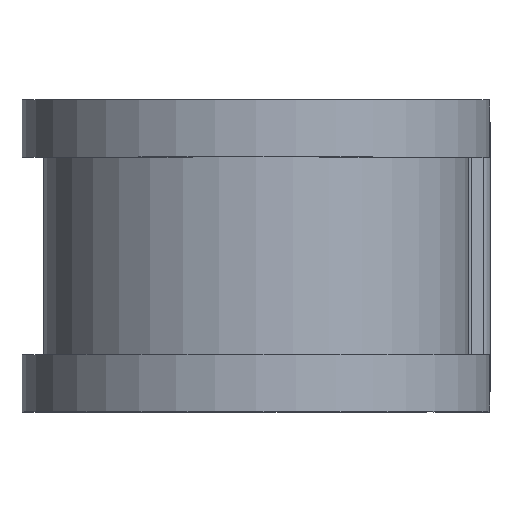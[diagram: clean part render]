
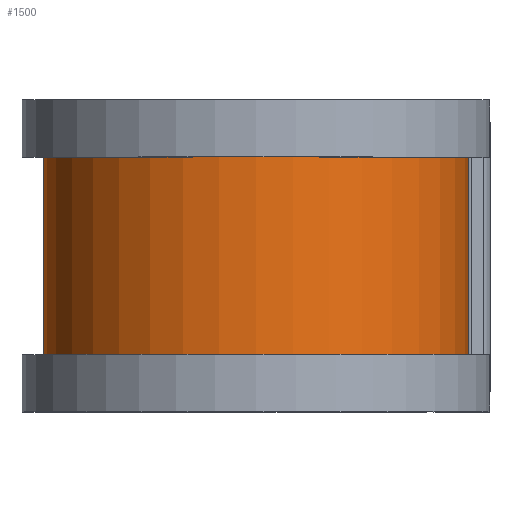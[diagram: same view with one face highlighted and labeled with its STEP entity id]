
A CAD part, top view. The second image highlights one B-rep face of the part: STEP entity #1500.
In plain terms, the highlighted cylindrical face has radius 15.037 mm (diameter 30.074 mm), a partial arc.
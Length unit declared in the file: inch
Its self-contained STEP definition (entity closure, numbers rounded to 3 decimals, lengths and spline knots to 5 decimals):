
#104 = DIRECTION ( 'NONE',  ( 0., 0., -1. ) ) ;
#120 = DIRECTION ( 'NONE',  ( 0., 0., -1. ) ) ;
#181 = ORIENTED_EDGE ( 'NONE', *, *, #984, .T. ) ;
#267 = CARTESIAN_POINT ( 'NONE',  ( 0.592, 0.275, 0. ) ) ;
#359 = EDGE_CURVE ( 'NONE', #949, #968, #1717, .T. ) ;
#374 = CARTESIAN_POINT ( 'NONE',  ( 0., -0.275, 0. ) ) ;
#405 = CARTESIAN_POINT ( 'NONE',  ( 0., 0.375, -0.592 ) ) ;
#408 = VERTEX_POINT ( 'NONE', #1190 ) ;
#413 = DIRECTION ( 'NONE',  ( 0., -1., 0. ) ) ;
#523 = DIRECTION ( 'NONE',  ( 0., 0., -1. ) ) ;
#526 = EDGE_CURVE ( 'NONE', #408, #671, #1737, .T. ) ;
#559 = CARTESIAN_POINT ( 'NONE',  ( 0., 0.375, 0. ) ) ;
#671 = VERTEX_POINT ( 'NONE', #1269 ) ;
#731 = ORIENTED_EDGE ( 'NONE', *, *, #359, .F. ) ;
#732 = EDGE_LOOP ( 'NONE', ( #731, #181, #1545, #1631 ) ) ;
#824 = AXIS2_PLACEMENT_3D ( 'NONE', #1756, #954, #120 ) ;
#949 = VERTEX_POINT ( 'NONE', #267 ) ;
#954 = DIRECTION ( 'NONE',  ( 0., -1., 0. ) ) ;
#968 = VERTEX_POINT ( 'NONE', #1441 ) ;
#984 = EDGE_CURVE ( 'NONE', #949, #408, #1326, .T. ) ;
#1083 = AXIS2_PLACEMENT_3D ( 'NONE', #374, #1261, #523 ) ;
#1103 = DIRECTION ( 'NONE',  ( 0., -1., 0. ) ) ;
#1190 = CARTESIAN_POINT ( 'NONE',  ( 0., 0.275, -0.592 ) ) ;
#1261 = DIRECTION ( 'NONE',  ( 0., -1., 0. ) ) ;
#1269 = CARTESIAN_POINT ( 'NONE',  ( 0., -0.275, -0.592 ) ) ;
#1280 = DIRECTION ( 'NONE',  ( 0., -1., 0. ) ) ;
#1294 = EDGE_CURVE ( 'NONE', #968, #671, #1677, .T. ) ;
#1306 = CYLINDRICAL_SURFACE ( 'NONE', #1707, 0.592 ) ;
#1326 = CIRCLE ( 'NONE', #824, 0.592 ) ;
#1387 = CARTESIAN_POINT ( 'NONE',  ( 0.592, 0.375, 0. ) ) ;
#1441 = CARTESIAN_POINT ( 'NONE',  ( 0.592, -0.275, 0. ) ) ;
#1455 = FACE_OUTER_BOUND ( 'NONE', #732, .T. ) ;
#1500 = ADVANCED_FACE ( 'NONE', ( #1455 ), #1306, .T. ) ;
#1545 = ORIENTED_EDGE ( 'NONE', *, *, #526, .T. ) ;
#1614 = VECTOR ( 'NONE', #1103, 39.37008 ) ;
#1631 = ORIENTED_EDGE ( 'NONE', *, *, #1294, .F. ) ;
#1677 = CIRCLE ( 'NONE', #1083, 0.592 ) ;
#1707 = AXIS2_PLACEMENT_3D ( 'NONE', #559, #413, #104 ) ;
#1710 = VECTOR ( 'NONE', #1280, 39.37008 ) ;
#1717 = LINE ( 'NONE', #1387, #1710 ) ;
#1737 = LINE ( 'NONE', #405, #1614 ) ;
#1756 = CARTESIAN_POINT ( 'NONE',  ( 0., 0.275, 0. ) ) ;
